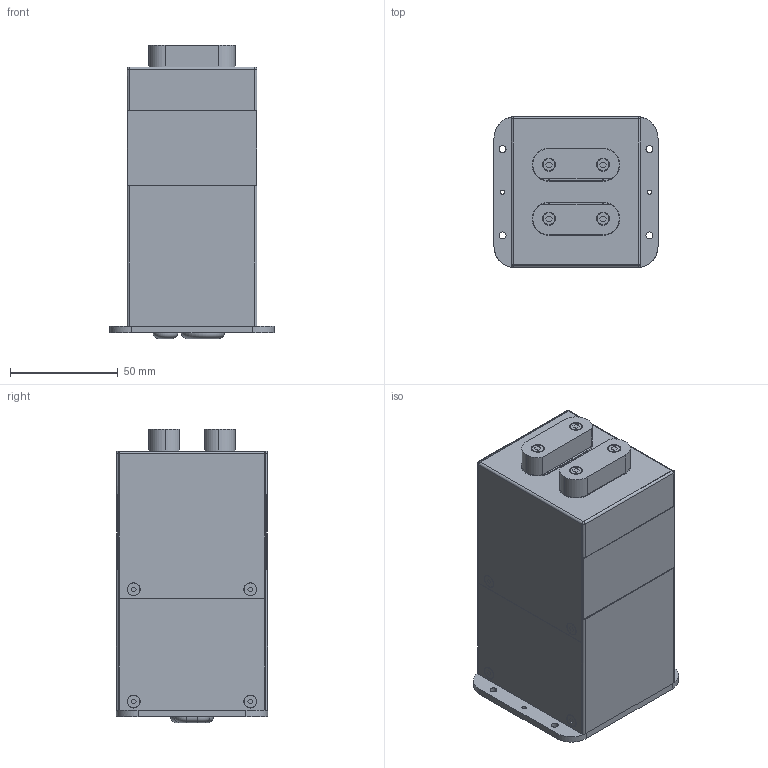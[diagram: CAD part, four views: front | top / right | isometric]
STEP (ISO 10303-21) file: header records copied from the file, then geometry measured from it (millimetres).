
FILE_DESCRIPTION (( 'STEP AP214' ), '1' );
FILE_NAME ('GMW_5201_G_PFM-Pole_Extension_001.STEP', '2017-09-06T22:04:15', ( '' ), ( '' ), 'SwSTEP 2.0', 'SolidWorks 2016', '' );
FILE_SCHEMA (( 'AUTOMOTIVE_DESIGN' ));
Length unit declared in the file: millimetre
Products named in the file (1): GMW_5201_G_PFM-Pole_Extension_001
Bounding box: 76 x 70 x 135.75 mm (x, y, z)
Volume: 124416.9 mm3; surface area: 83097.9 mm2
Topology: 3 solids, 3 shells, 427 faces, 1077 edges, 707 vertices
Faces by surface type: plane 298, cylinder 121, torus 4, sphere 4
Entity records: 17235 total; most frequent: CARTESIAN_POINT 2280, DIRECTION 2202, ORIENTED_EDGE 2146, EDGE_CURVE 1073, VECTOR 752, LINE 752, AXIS2_PLACEMENT_3D 725, VERTEX_POINT 707
